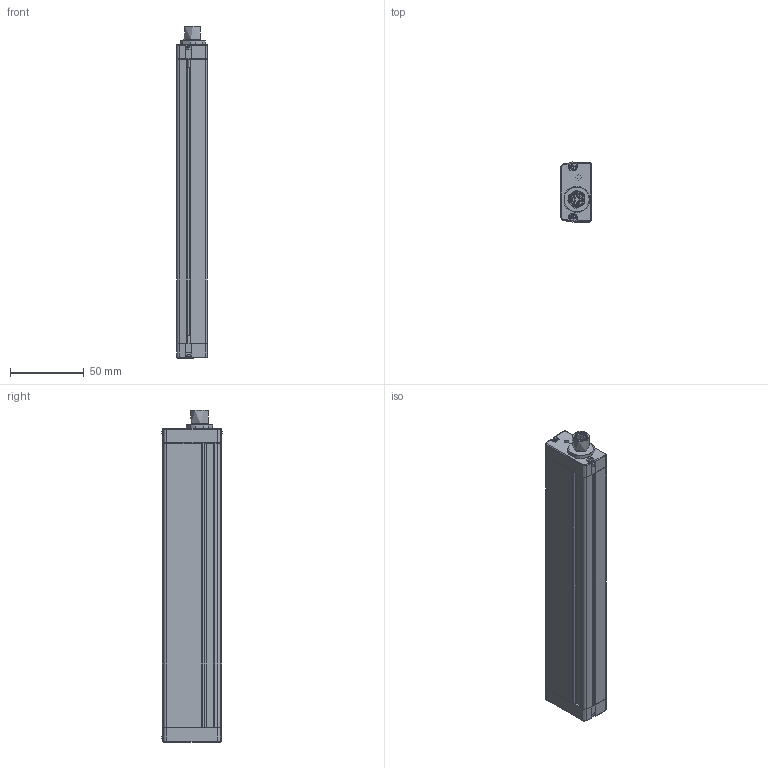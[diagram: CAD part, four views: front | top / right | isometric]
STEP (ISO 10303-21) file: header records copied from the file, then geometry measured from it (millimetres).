
FILE_DESCRIPTION(/* description */ (''),/* implementation_level */ '2;1');
FILE_NAME(/* name */ 'ipf_z3d_OY410526.stp',/* time_stamp */ '2018-06-19T12:58:32+02:00',/* author */ ('g.aydin'),/* organization */ (''),/* preprocessor_version */ 'ST-DEVELOPER v15.2',/* originating_system */ 'Autodesk Inventor 2014',/* authorisation */ '');
FILE_SCHEMA (('AUTOMOTIVE_DESIGN { 1 0 10303 214 3 1 1 }'));
Length unit declared in the file: millimetre
Products named in the file (6): Gehäuse_OY41; LID; LID_1; SCREW; M12_A_Einbaustecker_Polzahl_4-01; ipf_z3d_OY410526
Assembly tree (8 placements, depth 2):
  ipf_z3d_OY410526
    Gehäuse_OY41
    LID
    LID_1
    SCREW  x4
    M12_A_Einbaustecker_Polzahl_4-01
Bounding box: 20.5 x 41 x 224.5 mm (x, y, z)
Volume: 52842.3 mm3; surface area: 68368.1 mm2
Topology: 5 solids, 20 shells, 832 faces, 2241 edges, 1448 vertices
Faces by surface type: plane 386, cylinder 320, bspline 54, torus 31, cone 25, sphere 16
Full cylindrical faces by diameter (mm): 1 x12, 1.1 x1, 1.4 x1, 2.5 x2, 3 x8, 3.2 x4, 4 x1, 6 x4, 8.3 x1, 9.38 x1, 9.45 x1, 9.7 x1, 10.6 x1, 12 x1, 14 x2
Entity records: 23946 total; most frequent: CARTESIAN_POINT 6198, DIRECTION 3650, ORIENTED_EDGE 3598, EDGE_CURVE 1819, AXIS2_PLACEMENT_3D 1307, VERTEX_POINT 1202, LINE 1036, VECTOR 1036
